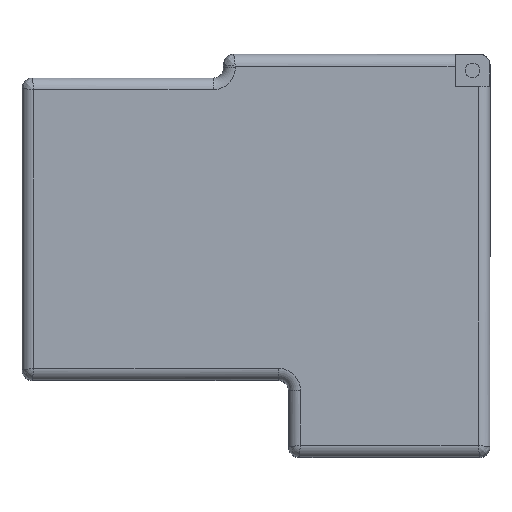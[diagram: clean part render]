
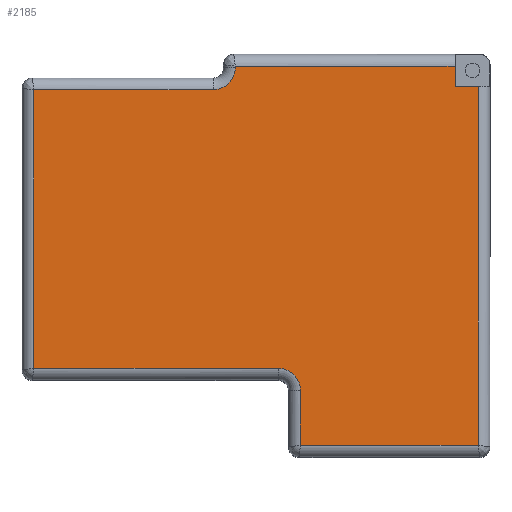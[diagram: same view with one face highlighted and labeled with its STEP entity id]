
A CAD part, top view. The second image highlights one B-rep face of the part: STEP entity #2185.
In plain terms, the highlighted planar face has unit normal (0, 0, 1).
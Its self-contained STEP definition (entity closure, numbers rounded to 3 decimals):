
#81=CIRCLE('',#2309,1.5);
#82=CIRCLE('',#2310,1.5);
#256=ORIENTED_EDGE('',*,*,#633,.F.);
#257=ORIENTED_EDGE('',*,*,#634,.F.);
#258=ORIENTED_EDGE('',*,*,#598,.T.);
#259=ORIENTED_EDGE('',*,*,#635,.T.);
#260=ORIENTED_EDGE('',*,*,#636,.T.);
#261=ORIENTED_EDGE('',*,*,#637,.T.);
#262=ORIENTED_EDGE('',*,*,#638,.T.);
#263=ORIENTED_EDGE('',*,*,#639,.T.);
#264=ORIENTED_EDGE('',*,*,#640,.T.);
#265=ORIENTED_EDGE('',*,*,#641,.T.);
#266=ORIENTED_EDGE('',*,*,#642,.T.);
#267=ORIENTED_EDGE('',*,*,#643,.T.);
#598=EDGE_CURVE('',#806,#807,#929,.F.);
#633=EDGE_CURVE('',#823,#824,#955,.T.);
#634=EDGE_CURVE('',#806,#823,#956,.T.);
#635=EDGE_CURVE('',#807,#825,#957,.F.);
#636=EDGE_CURVE('',#825,#826,#81,.T.);
#637=EDGE_CURVE('',#826,#827,#958,.F.);
#638=EDGE_CURVE('',#827,#828,#959,.F.);
#639=EDGE_CURVE('',#828,#829,#960,.F.);
#640=EDGE_CURVE('',#829,#830,#82,.T.);
#641=EDGE_CURVE('',#830,#831,#961,.F.);
#642=EDGE_CURVE('',#831,#832,#962,.F.);
#643=EDGE_CURVE('',#832,#824,#963,.F.);
#806=VERTEX_POINT('',#2997);
#807=VERTEX_POINT('',#2998);
#823=VERTEX_POINT('',#3066);
#824=VERTEX_POINT('',#3067);
#825=VERTEX_POINT('',#3070);
#826=VERTEX_POINT('',#3072);
#827=VERTEX_POINT('',#3074);
#828=VERTEX_POINT('',#3076);
#829=VERTEX_POINT('',#3078);
#830=VERTEX_POINT('',#3080);
#831=VERTEX_POINT('',#3082);
#832=VERTEX_POINT('',#3084);
#929=LINE('',#2996,#1102);
#955=LINE('',#3065,#1128);
#956=LINE('',#3068,#1129);
#957=LINE('',#3069,#1130);
#958=LINE('',#3073,#1131);
#959=LINE('',#3075,#1132);
#960=LINE('',#3077,#1133);
#961=LINE('',#3081,#1134);
#962=LINE('',#3083,#1135);
#963=LINE('',#3085,#1136);
#1102=VECTOR('',#2503,1000.);
#1128=VECTOR('',#2581,1000.);
#1129=VECTOR('',#2582,1000.);
#1130=VECTOR('',#2583,1000.);
#1131=VECTOR('',#2586,1000.);
#1132=VECTOR('',#2587,1000.);
#1133=VECTOR('',#2588,1000.);
#1134=VECTOR('',#2591,1000.);
#1135=VECTOR('',#2592,1000.);
#1136=VECTOR('',#2593,1000.);
#1250=EDGE_LOOP('',(#256,#257,#258,#259,#260,#261,#262,#263,#264,#265,#266,
#267));
#1353=FACE_BOUND('',#1250,.T.);
#1440=PLANE('',#2308);
#2185=ADVANCED_FACE('',(#1353),#1440,.F.);
#2308=AXIS2_PLACEMENT_3D('',#3064,#2579,#2580);
#2309=AXIS2_PLACEMENT_3D('',#3071,#2584,#2585);
#2310=AXIS2_PLACEMENT_3D('',#3079,#2589,#2590);
#2503=DIRECTION('',(1.,0.,0.));
#2579=DIRECTION('',(0.,0.,-1.));
#2580=DIRECTION('',(-1.,0.,0.));
#2581=DIRECTION('',(1.,0.,0.));
#2582=DIRECTION('',(0.,-1.,0.));
#2583=DIRECTION('',(0.,1.,0.));
#2584=DIRECTION('',(0.,0.,-1.));
#2585=DIRECTION('',(-1.,0.,0.));
#2586=DIRECTION('',(1.,0.,0.));
#2587=DIRECTION('',(0.,1.,0.));
#2588=DIRECTION('',(-1.,0.,0.));
#2589=DIRECTION('',(0.,0.,-1.));
#2590=DIRECTION('',(-1.,0.,0.));
#2591=DIRECTION('',(0.,1.,0.));
#2592=DIRECTION('',(-1.,0.,0.));
#2593=DIRECTION('',(0.,-1.,0.));
#2996=CARTESIAN_POINT('',(-17.3,26.4,19.6));
#2997=CARTESIAN_POINT('',(-2.362,26.4,19.6));
#2998=CARTESIAN_POINT('',(-17.2,26.4,19.6));
#3064=CARTESIAN_POINT('',(-0.7,0.7,19.6));
#3065=CARTESIAN_POINT('',(-2.362,25.033,19.6));
#3066=CARTESIAN_POINT('',(-2.362,25.033,19.6));
#3067=CARTESIAN_POINT('',(-0.8,25.033,19.6));
#3068=CARTESIAN_POINT('',(-2.362,26.4,19.6));
#3069=CARTESIAN_POINT('',(-17.2,26.3,19.6));
#3070=CARTESIAN_POINT('',(-17.2,26.3,19.6));
#3071=CARTESIAN_POINT('',(-18.7,26.3,19.6));
#3072=CARTESIAN_POINT('',(-18.7,24.8,19.6));
#3073=CARTESIAN_POINT('',(-30.9,24.8,19.6));
#3074=CARTESIAN_POINT('',(-30.8,24.8,19.6));
#3075=CARTESIAN_POINT('',(-30.8,5.9,19.6));
#3076=CARTESIAN_POINT('',(-30.8,6.,19.6));
#3077=CARTESIAN_POINT('',(-14.3,6.,19.6));
#3078=CARTESIAN_POINT('',(-14.3,6.,19.6));
#3079=CARTESIAN_POINT('',(-14.3,4.5,19.6));
#3080=CARTESIAN_POINT('',(-12.8,4.5,19.6));
#3081=CARTESIAN_POINT('',(-12.8,0.7,19.6));
#3082=CARTESIAN_POINT('',(-12.8,0.8,19.6));
#3083=CARTESIAN_POINT('',(-0.7,0.8,19.6));
#3084=CARTESIAN_POINT('',(-0.8,0.8,19.6));
#3085=CARTESIAN_POINT('',(-0.8,26.5,19.6));
